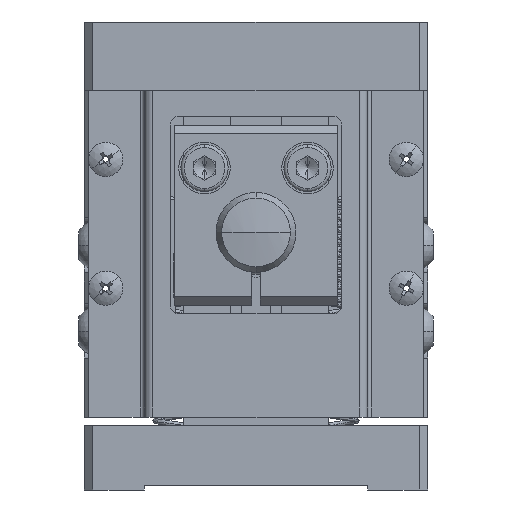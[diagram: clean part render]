
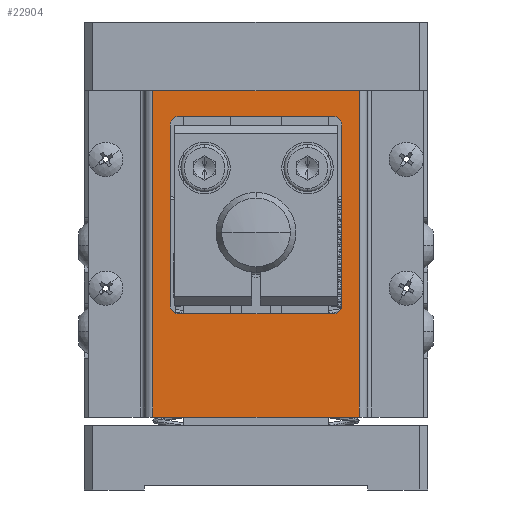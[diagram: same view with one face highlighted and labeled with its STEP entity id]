
A CAD part, left-side view. The second image highlights one B-rep face of the part: STEP entity #22904.
In plain terms, the highlighted planar face has unit normal (-1, 0, 0).
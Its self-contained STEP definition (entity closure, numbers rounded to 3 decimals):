
#152 = DIRECTION ( 'NONE',  ( 0., 0., -1. ) ) ;
#277 = VECTOR ( 'NONE', #14078, 1000. ) ;
#319 = ORIENTED_EDGE ( 'NONE', *, *, #35448, .T. ) ;
#493 = VECTOR ( 'NONE', #25070, 1000. ) ;
#690 = AXIS2_PLACEMENT_3D ( 'NONE', #3835, #28409, #12146 ) ;
#1017 = DIRECTION ( 'NONE',  ( 0., 0., -1. ) ) ;
#1126 = LINE ( 'NONE', #8433, #16344 ) ;
#1569 = VERTEX_POINT ( 'NONE', #14488 ) ;
#1777 = LINE ( 'NONE', #9172, #30510 ) ;
#2965 = CARTESIAN_POINT ( 'NONE',  ( -17.985, 12., 47. ) ) ;
#3766 = CARTESIAN_POINT ( 'NONE',  ( -17.985, 10., 22. ) ) ;
#3835 = CARTESIAN_POINT ( 'NONE',  ( -17.985, 9., 22. ) ) ;
#4312 = CARTESIAN_POINT ( 'NONE',  ( -17.985, 0., 28. ) ) ;
#4423 = DIRECTION ( 'NONE',  ( 0., -1., 0. ) ) ;
#4445 = DIRECTION ( 'NONE',  ( 0., -1., 0. ) ) ;
#4763 = CARTESIAN_POINT ( 'NONE',  ( -17.985, 12., 9. ) ) ;
#5477 = CARTESIAN_POINT ( 'NONE',  ( -17.985, -10., 44. ) ) ;
#5743 = DIRECTION ( 'NONE',  ( 0., 1., 0. ) ) ;
#5891 = ORIENTED_EDGE ( 'NONE', *, *, #12581, .T. ) ;
#5923 = VERTEX_POINT ( 'NONE', #15430 ) ;
#5972 = CARTESIAN_POINT ( 'NONE',  ( -17.985, 13., 47. ) ) ;
#6219 = LINE ( 'NONE', #13788, #18424 ) ;
#6255 = EDGE_CURVE ( 'NONE', #13786, #31749, #6219, .T. ) ;
#6310 = EDGE_CURVE ( 'NONE', #19441, #9601, #28841, .T. ) ;
#6463 = EDGE_LOOP ( 'NONE', ( #27336, #16155, #319, #5891 ) ) ;
#6952 = LINE ( 'NONE', #19877, #33953 ) ;
#7098 = DIRECTION ( 'NONE',  ( 1., 0., 0. ) ) ;
#7742 = CARTESIAN_POINT ( 'NONE',  ( -17.985, -10., 43. ) ) ;
#8311 = AXIS2_PLACEMENT_3D ( 'NONE', #26686, #29468, #4423 ) ;
#8433 = CARTESIAN_POINT ( 'NONE',  ( -17.985, -12., 9. ) ) ;
#8487 = CARTESIAN_POINT ( 'NONE',  ( -17.985, 9., 21. ) ) ;
#8509 = EDGE_LOOP ( 'NONE', ( #26651, #12921, #19922, #30937, #34119, #33819, #17260, #17599 ) ) ;
#9172 = CARTESIAN_POINT ( 'NONE',  ( -17.985, 12., 47. ) ) ;
#9320 = CARTESIAN_POINT ( 'NONE',  ( -17.985, 9., 44. ) ) ;
#9601 = VERTEX_POINT ( 'NONE', #9320 ) ;
#10654 = DIRECTION ( 'NONE',  ( 0., 1., 0. ) ) ;
#10695 = CARTESIAN_POINT ( 'NONE',  ( -17.985, -12., 9. ) ) ;
#12146 = DIRECTION ( 'NONE',  ( 0., -1., 0. ) ) ;
#12581 = EDGE_CURVE ( 'NONE', #13093, #15064, #15109, .T. ) ;
#12921 = ORIENTED_EDGE ( 'NONE', *, *, #6310, .T. ) ;
#13093 = VERTEX_POINT ( 'NONE', #4763 ) ;
#13441 = VERTEX_POINT ( 'NONE', #18026 ) ;
#13726 = CARTESIAN_POINT ( 'NONE',  ( -17.985, -10., 44. ) ) ;
#13786 = VERTEX_POINT ( 'NONE', #8487 ) ;
#13788 = CARTESIAN_POINT ( 'NONE',  ( -17.985, -10., 21. ) ) ;
#14078 = DIRECTION ( 'NONE',  ( 0., -1., 0. ) ) ;
#14488 = CARTESIAN_POINT ( 'NONE',  ( -17.985, -9., 44. ) ) ;
#15064 = VERTEX_POINT ( 'NONE', #10695 ) ;
#15109 = LINE ( 'NONE', #28031, #277 ) ;
#15430 = CARTESIAN_POINT ( 'NONE',  ( -17.985, -12., 47. ) ) ;
#16155 = ORIENTED_EDGE ( 'NONE', *, *, #30613, .T. ) ;
#16169 = CIRCLE ( 'NONE', #690, 1. ) ;
#16344 = VECTOR ( 'NONE', #19651, 1000. ) ;
#16407 = CARTESIAN_POINT ( 'NONE',  ( -17.985, -9., 21. ) ) ;
#17260 = ORIENTED_EDGE ( 'NONE', *, *, #6255, .F. ) ;
#17458 = LINE ( 'NONE', #5972, #31356 ) ;
#17599 = ORIENTED_EDGE ( 'NONE', *, *, #30045, .T. ) ;
#17667 = VECTOR ( 'NONE', #10654, 1000. ) ;
#18026 = CARTESIAN_POINT ( 'NONE',  ( -17.985, -10., 22. ) ) ;
#18424 = VECTOR ( 'NONE', #34642, 1000. ) ;
#18561 = DIRECTION ( 'NONE',  ( 1., 0., 0. ) ) ;
#19346 = EDGE_CURVE ( 'NONE', #13441, #20952, #27466, .T. ) ;
#19441 = VERTEX_POINT ( 'NONE', #26028 ) ;
#19499 = AXIS2_PLACEMENT_3D ( 'NONE', #32045, #7098, #4445 ) ;
#19553 = VERTEX_POINT ( 'NONE', #3766 ) ;
#19651 = DIRECTION ( 'NONE',  ( 0., 0., 1. ) ) ;
#19877 = CARTESIAN_POINT ( 'NONE',  ( -17.985, 10., 44. ) ) ;
#19922 = ORIENTED_EDGE ( 'NONE', *, *, #24654, .F. ) ;
#20801 = DIRECTION ( 'NONE',  ( 1., 0., 0. ) ) ;
#20952 = VERTEX_POINT ( 'NONE', #7742 ) ;
#21060 = AXIS2_PLACEMENT_3D ( 'NONE', #23622, #20801, #23377 ) ;
#21729 = VERTEX_POINT ( 'NONE', #2965 ) ;
#22039 = CIRCLE ( 'NONE', #8311, 1. ) ;
#22904 = ADVANCED_FACE ( 'NONE', ( #24636, #28538 ), #26699, .F. ) ;
#23248 = EDGE_CURVE ( 'NONE', #15064, #5923, #1126, .T. ) ;
#23377 = DIRECTION ( 'NONE',  ( 0., -1., 0. ) ) ;
#23622 = CARTESIAN_POINT ( 'NONE',  ( -17.985, -9., 22. ) ) ;
#24167 = LINE ( 'NONE', #13726, #17667 ) ;
#24636 = FACE_BOUND ( 'NONE', #8509, .T. ) ;
#24654 = EDGE_CURVE ( 'NONE', #1569, #9601, #24167, .T. ) ;
#25070 = DIRECTION ( 'NONE',  ( 0., 0., 1. ) ) ;
#26028 = CARTESIAN_POINT ( 'NONE',  ( -17.985, 10., 43. ) ) ;
#26266 = EDGE_CURVE ( 'NONE', #1569, #20952, #22039, .T. ) ;
#26651 = ORIENTED_EDGE ( 'NONE', *, *, #30690, .F. ) ;
#26686 = CARTESIAN_POINT ( 'NONE',  ( -17.985, -9., 43. ) ) ;
#26699 = PLANE ( 'NONE',  #32226 ) ;
#27336 = ORIENTED_EDGE ( 'NONE', *, *, #23248, .T. ) ;
#27466 = LINE ( 'NONE', #5477, #493 ) ;
#28031 = CARTESIAN_POINT ( 'NONE',  ( -17.985, 13., 9. ) ) ;
#28409 = DIRECTION ( 'NONE',  ( 1., 0., 0. ) ) ;
#28538 = FACE_OUTER_BOUND ( 'NONE', #6463, .T. ) ;
#28841 = CIRCLE ( 'NONE', #19499, 1. ) ;
#29468 = DIRECTION ( 'NONE',  ( 1., 0., 0. ) ) ;
#30045 = EDGE_CURVE ( 'NONE', #13786, #19553, #16169, .T. ) ;
#30510 = VECTOR ( 'NONE', #1017, 1000. ) ;
#30613 = EDGE_CURVE ( 'NONE', #5923, #21729, #17458, .T. ) ;
#30690 = EDGE_CURVE ( 'NONE', #19441, #19553, #6952, .T. ) ;
#30937 = ORIENTED_EDGE ( 'NONE', *, *, #26266, .T. ) ;
#31356 = VECTOR ( 'NONE', #5743, 1000. ) ;
#31695 = CIRCLE ( 'NONE', #21060, 1. ) ;
#31749 = VERTEX_POINT ( 'NONE', #16407 ) ;
#32045 = CARTESIAN_POINT ( 'NONE',  ( -17.985, 9., 43. ) ) ;
#32226 = AXIS2_PLACEMENT_3D ( 'NONE', #4312, #18561, #34955 ) ;
#32917 = EDGE_CURVE ( 'NONE', #13441, #31749, #31695, .T. ) ;
#33819 = ORIENTED_EDGE ( 'NONE', *, *, #32917, .T. ) ;
#33953 = VECTOR ( 'NONE', #152, 1000. ) ;
#34119 = ORIENTED_EDGE ( 'NONE', *, *, #19346, .F. ) ;
#34642 = DIRECTION ( 'NONE',  ( 0., -1., 0. ) ) ;
#34955 = DIRECTION ( 'NONE',  ( 0., -1., 0. ) ) ;
#35448 = EDGE_CURVE ( 'NONE', #21729, #13093, #1777, .T. ) ;
